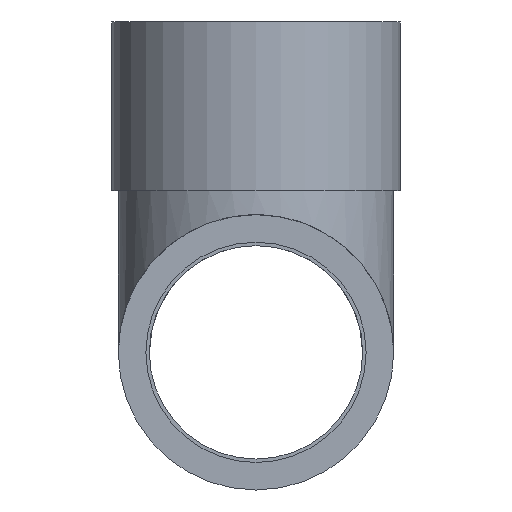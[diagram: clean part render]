
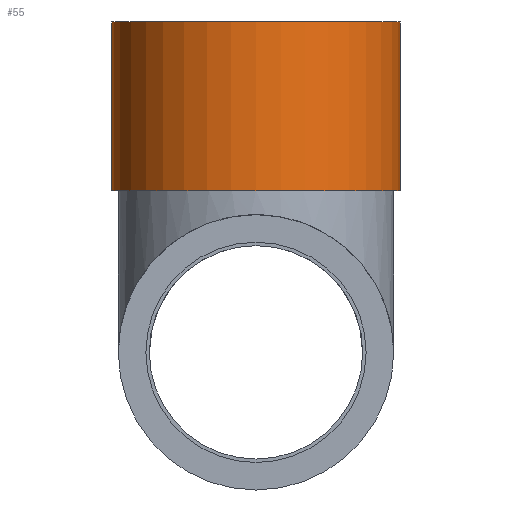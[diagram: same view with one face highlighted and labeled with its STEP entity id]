
A CAD part, front view. The second image highlights one B-rep face of the part: STEP entity #55.
In plain terms, the highlighted cylindrical face has radius 20.955 mm (diameter 41.91 mm), a partial arc.
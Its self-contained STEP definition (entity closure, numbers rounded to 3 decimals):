
#55=ADVANCED_FACE('',(#124),#125,.T.);
#124=FACE_OUTER_BOUND('',#211,.T.);
#125=CYLINDRICAL_SURFACE('',#212,20.955);
#211=EDGE_LOOP('',(#307,#308,#309,#310));
#212=AXIS2_PLACEMENT_3D('',#311,#312,#313);
#307=ORIENTED_EDGE('',*,*,#500,.F.);
#308=ORIENTED_EDGE('',*,*,#501,.T.);
#309=ORIENTED_EDGE('',*,*,#502,.F.);
#310=ORIENTED_EDGE('',*,*,#503,.F.);
#311=CARTESIAN_POINT('',(0.0,0.0,35.75));
#312=DIRECTION('',(0.0,0.0,-1.0));
#313=DIRECTION('',(1.0,0.0,0.0));
#500=EDGE_CURVE('',#586,#587,#588,.T.);
#501=EDGE_CURVE('',#586,#589,#590,.T.);
#502=EDGE_CURVE('',#591,#589,#592,.T.);
#503=EDGE_CURVE('',#587,#591,#593,.T.);
#586=VERTEX_POINT('',#704);
#587=VERTEX_POINT('',#705);
#588=LINE('',#706,#707);
#589=VERTEX_POINT('',#708);
#590=CIRCLE('',#709,20.955);
#591=VERTEX_POINT('',#710);
#592=LINE('',#711,#712);
#593=CIRCLE('',#713,20.955);
#704=CARTESIAN_POINT('',(20.955,0.0,48.0));
#705=CARTESIAN_POINT('',(20.955,0.0,23.5));
#706=CARTESIAN_POINT('',(20.955,0.,35.75));
#707=VECTOR('',#827,1.0);
#708=CARTESIAN_POINT('',(-20.955,0.,48.0));
#709=AXIS2_PLACEMENT_3D('',#828,#829,#830);
#710=CARTESIAN_POINT('',(-20.955,0.,23.5));
#711=CARTESIAN_POINT('',(-20.955,0.,35.75));
#712=VECTOR('',#831,1.0);
#713=AXIS2_PLACEMENT_3D('',#832,#833,#834);
#827=DIRECTION('',(0.0,0.0,-1.0));
#828=CARTESIAN_POINT('',(0.0,0.0,48.0));
#829=DIRECTION('',(0.0,0.0,-1.0));
#830=DIRECTION('',(1.0,0.0,0.0));
#831=DIRECTION('',(-0.0,-0.0,1.0));
#832=CARTESIAN_POINT('',(0.0,0.0,23.5));
#833=DIRECTION('',(0.0,0.0,-1.0));
#834=DIRECTION('',(1.0,0.0,0.0));
